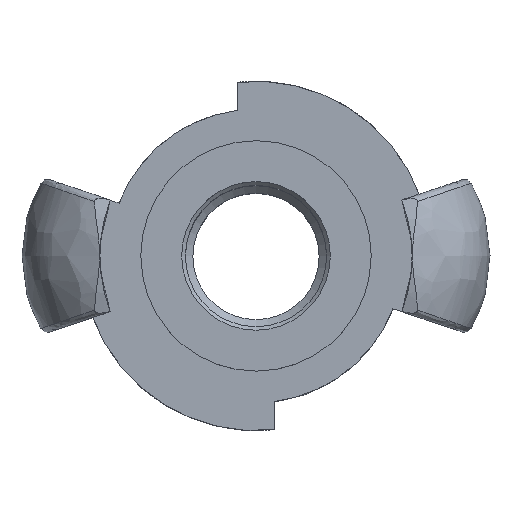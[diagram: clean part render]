
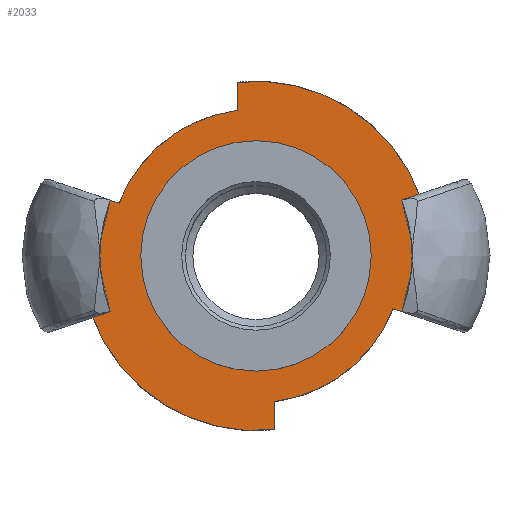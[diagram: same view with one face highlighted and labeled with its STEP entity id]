
A CAD part, top view. The second image highlights one B-rep face of the part: STEP entity #2033.
In plain terms, the highlighted planar face has unit normal (0, 0, 1).
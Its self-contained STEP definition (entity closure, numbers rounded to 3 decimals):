
#21=FACE_BOUND('',#311,.T.);
#120=PLANE('',#2209);
#197=FACE_OUTER_BOUND('',#310,.T.);
#310=EDGE_LOOP('',(#1496,#1497,#1498,#1499,#1500,#1501,#1502,#1503,#1504,
#1505,#1506,#1507));
#311=EDGE_LOOP('',(#1508));
#420=LINE('',#3213,#520);
#431=LINE('',#3394,#531);
#435=LINE('',#3420,#535);
#439=LINE('',#3446,#539);
#442=LINE('',#3463,#542);
#445=LINE('',#3686,#545);
#520=VECTOR('',#2532,10.);
#531=VECTOR('',#2573,10.);
#535=VECTOR('',#2581,10.);
#539=VECTOR('',#2597,10.);
#542=VECTOR('',#2602,10.);
#545=VECTOR('',#2609,10.);
#619=CIRCLE('',#2166,25.5);
#621=CIRCLE('',#2169,25.5);
#629=CIRCLE('',#2187,23.497);
#634=CIRCLE('',#2199,23.5);
#635=CIRCLE('',#2210,19.75);
#636=CIRCLE('',#2211,19.75);
#637=CIRCLE('',#2212,15.5);
#777=VERTEX_POINT('',#3102);
#778=VERTEX_POINT('',#3104);
#781=VERTEX_POINT('',#3129);
#782=VERTEX_POINT('',#3131);
#789=VERTEX_POINT('',#3206);
#792=VERTEX_POINT('',#3211);
#808=VERTEX_POINT('',#3335);
#809=VERTEX_POINT('',#3337);
#813=VERTEX_POINT('',#3418);
#816=VERTEX_POINT('',#3428);
#821=VERTEX_POINT('',#3462);
#833=VERTEX_POINT('',#3685);
#840=VERTEX_POINT('',#4102);
#992=EDGE_CURVE('',#777,#778,#619,.T.);
#997=EDGE_CURVE('',#781,#782,#621,.T.);
#1012=EDGE_CURVE('',#789,#792,#420,.T.);
#1030=EDGE_CURVE('',#809,#808,#629,.T.);
#1038=EDGE_CURVE('',#809,#781,#431,.T.);
#1043=EDGE_CURVE('',#808,#813,#435,.T.);
#1047=EDGE_CURVE('',#816,#789,#634,.T.);
#1051=EDGE_CURVE('',#816,#777,#439,.T.);
#1055=EDGE_CURVE('',#782,#821,#442,.T.);
#1071=EDGE_CURVE('',#778,#833,#445,.T.);
#1088=EDGE_CURVE('',#833,#813,#635,.T.);
#1089=EDGE_CURVE('',#821,#792,#636,.T.);
#1090=EDGE_CURVE('',#840,#840,#637,.T.);
#1496=ORIENTED_EDGE('',*,*,#1055,.F.);
#1497=ORIENTED_EDGE('',*,*,#997,.F.);
#1498=ORIENTED_EDGE('',*,*,#1038,.F.);
#1499=ORIENTED_EDGE('',*,*,#1030,.T.);
#1500=ORIENTED_EDGE('',*,*,#1043,.T.);
#1501=ORIENTED_EDGE('',*,*,#1088,.F.);
#1502=ORIENTED_EDGE('',*,*,#1071,.F.);
#1503=ORIENTED_EDGE('',*,*,#992,.F.);
#1504=ORIENTED_EDGE('',*,*,#1051,.F.);
#1505=ORIENTED_EDGE('',*,*,#1047,.T.);
#1506=ORIENTED_EDGE('',*,*,#1012,.T.);
#1507=ORIENTED_EDGE('',*,*,#1089,.F.);
#1508=ORIENTED_EDGE('',*,*,#1090,.T.);
#2033=ADVANCED_FACE('',(#197,#21),#120,.F.);
#2166=AXIS2_PLACEMENT_3D('',#3105,#2498,#2499);
#2169=AXIS2_PLACEMENT_3D('',#3132,#2506,#2507);
#2187=AXIS2_PLACEMENT_3D('',#3338,#2559,#2560);
#2199=AXIS2_PLACEMENT_3D('',#3429,#2591,#2592);
#2209=AXIS2_PLACEMENT_3D('',#4099,#2621,#2622);
#2210=AXIS2_PLACEMENT_3D('',#4100,#2623,#2624);
#2211=AXIS2_PLACEMENT_3D('',#4101,#2625,#2626);
#2212=AXIS2_PLACEMENT_3D('',#4103,#2627,#2628);
#2498=DIRECTION('center_axis',(0.,0.,-1.));
#2499=DIRECTION('ref_axis',(0.,-1.,0.));
#2506=DIRECTION('center_axis',(0.,0.,-1.));
#2507=DIRECTION('ref_axis',(0.,-1.,0.));
#2532=DIRECTION('',(0.,1.,0.));
#2559=DIRECTION('center_axis',(0.,0.,1.));
#2560=DIRECTION('ref_axis',(0.936,0.353,0.));
#2573=DIRECTION('',(0.948,0.319,0.));
#2581=DIRECTION('',(0.,-1.,0.));
#2591=DIRECTION('center_axis',(0.,0.,1.));
#2592=DIRECTION('ref_axis',(-0.936,-0.353,0.));
#2597=DIRECTION('',(-0.948,-0.319,0.));
#2602=DIRECTION('',(-0.948,0.319,0.));
#2609=DIRECTION('',(0.948,-0.319,0.));
#2621=DIRECTION('center_axis',(0.,0.,-1.));
#2622=DIRECTION('ref_axis',(-1.,0.,0.));
#2623=DIRECTION('center_axis',(0.,0.,-1.));
#2624=DIRECTION('ref_axis',(-1.,0.,0.));
#2625=DIRECTION('center_axis',(0.,0.,-1.));
#2626=DIRECTION('ref_axis',(-1.,0.,0.));
#2627=DIRECTION('center_axis',(0.,0.,-1.));
#2628=DIRECTION('ref_axis',(0.,1.,0.));
#3102=CARTESIAN_POINT('',(-23.883,-8.937,1.162));
#3104=CARTESIAN_POINT('',(-23.883,8.937,1.162));
#3105=CARTESIAN_POINT('Origin',(0.,0.,1.162));
#3129=CARTESIAN_POINT('',(23.883,8.937,1.162));
#3131=CARTESIAN_POINT('',(23.883,-8.937,1.162));
#3132=CARTESIAN_POINT('Origin',(0.,0.,1.162));
#3206=CARTESIAN_POINT('',(2.5,-23.367,1.162));
#3211=CARTESIAN_POINT('',(2.5,-19.591,1.162));
#3213=CARTESIAN_POINT('',(2.5,0.,1.162));
#3335=CARTESIAN_POINT('',(-2.5,23.364,1.162));
#3337=CARTESIAN_POINT('',(21.984,8.298,1.162));
#3338=CARTESIAN_POINT('Origin',(0.,0.,1.162));
#3394=CARTESIAN_POINT('',(7.151,3.302,1.162));
#3418=CARTESIAN_POINT('',(-2.5,19.591,1.162));
#3420=CARTESIAN_POINT('',(-2.5,0.,1.162));
#3428=CARTESIAN_POINT('',(-21.986,-8.299,1.162));
#3429=CARTESIAN_POINT('Origin',(0.,0.,1.162));
#3446=CARTESIAN_POINT('',(-11.008,-4.601,1.162));
#3462=CARTESIAN_POINT('',(18.429,-7.101,1.162));
#3463=CARTESIAN_POINT('',(16.054,-6.301,1.162));
#3685=CARTESIAN_POINT('',(-18.429,7.101,1.162));
#3686=CARTESIAN_POINT('',(-12.197,5.002,1.162));
#4099=CARTESIAN_POINT('Origin',(0.,-12.75,1.162));
#4100=CARTESIAN_POINT('Origin',(0.,0.,1.162));
#4101=CARTESIAN_POINT('Origin',(0.,0.,1.162));
#4102=CARTESIAN_POINT('',(0.,-15.5,1.162));
#4103=CARTESIAN_POINT('Origin',(0.,0.,1.162));
